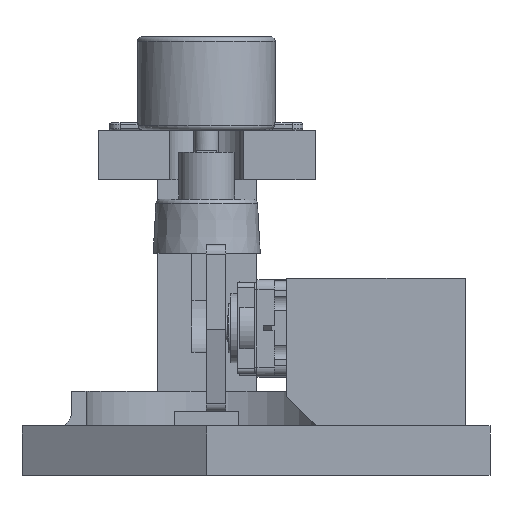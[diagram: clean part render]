
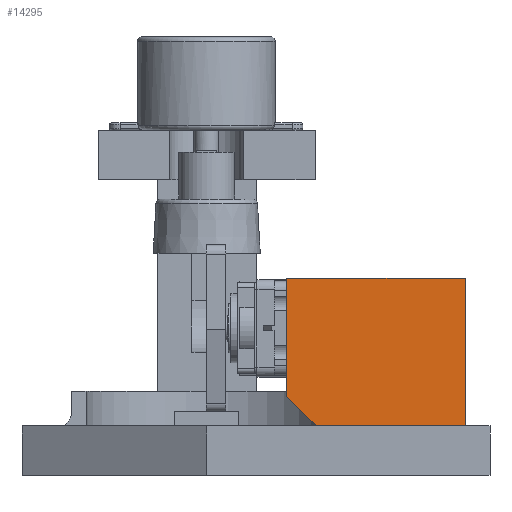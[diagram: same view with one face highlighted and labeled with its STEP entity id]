
A CAD part, front view. The second image highlights one B-rep face of the part: STEP entity #14295.
In plain terms, the highlighted planar face has unit normal (0, -1, 0).
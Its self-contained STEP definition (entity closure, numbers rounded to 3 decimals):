
#1156=FACE_OUTER_BOUND('',#1955,.T.);
#1955=EDGE_LOOP('',(#9535,#9536,#9537,#9538,#9539));
#2842=LINE('',#20829,#4355);
#2847=LINE('',#20838,#4360);
#2849=LINE('',#20842,#4362);
#2850=LINE('',#20844,#4363);
#2851=LINE('',#20845,#4364);
#4355=VECTOR('',#16597,10.);
#4360=VECTOR('',#16604,10.);
#4362=VECTOR('',#16608,10.);
#4363=VECTOR('',#16609,10.);
#4364=VECTOR('',#16610,10.);
#5851=VERTEX_POINT('',#20826);
#5852=VERTEX_POINT('',#20828);
#5855=VERTEX_POINT('',#20837);
#5856=VERTEX_POINT('',#20841);
#5857=VERTEX_POINT('',#20843);
#7302=EDGE_CURVE('',#5852,#5851,#2842,.T.);
#7307=EDGE_CURVE('',#5852,#5855,#2847,.T.);
#7309=EDGE_CURVE('',#5851,#5856,#2849,.T.);
#7310=EDGE_CURVE('',#5857,#5856,#2850,.T.);
#7311=EDGE_CURVE('',#5855,#5857,#2851,.T.);
#9535=ORIENTED_EDGE('',*,*,#7302,.T.);
#9536=ORIENTED_EDGE('',*,*,#7309,.T.);
#9537=ORIENTED_EDGE('',*,*,#7310,.F.);
#9538=ORIENTED_EDGE('',*,*,#7311,.F.);
#9539=ORIENTED_EDGE('',*,*,#7307,.F.);
#13815=PLANE('',#15169);
#14295=ADVANCED_FACE('',(#1156),#13815,.T.);
#15169=AXIS2_PLACEMENT_3D('',#20840,#16606,#16607);
#16597=DIRECTION('',(1.,0.,0.));
#16604=DIRECTION('',(-0.707,0.,0.707));
#16606=DIRECTION('center_axis',(0.,-1.,0.));
#16607=DIRECTION('ref_axis',(1.,0.,0.));
#16608=DIRECTION('',(0.,0.,1.));
#16609=DIRECTION('',(1.,0.,0.));
#16610=DIRECTION('',(0.,0.,1.));
#20826=CARTESIAN_POINT('',(55.,-77.,10.));
#20828=CARTESIAN_POINT('',(24.699,-77.,10.));
#20829=CARTESIAN_POINT('',(31.849,-77.,10.));
#20837=CARTESIAN_POINT('',(18.699,-77.,16.));
#20838=CARTESIAN_POINT('',(21.699,-77.,13.));
#20840=CARTESIAN_POINT('Origin',(18.699,-77.,10.));
#20841=CARTESIAN_POINT('',(55.,-77.,40.));
#20842=CARTESIAN_POINT('',(55.,-77.,10.));
#20843=CARTESIAN_POINT('',(18.699,-77.,40.));
#20844=CARTESIAN_POINT('',(18.699,-77.,40.));
#20845=CARTESIAN_POINT('',(18.699,-77.,10.));
